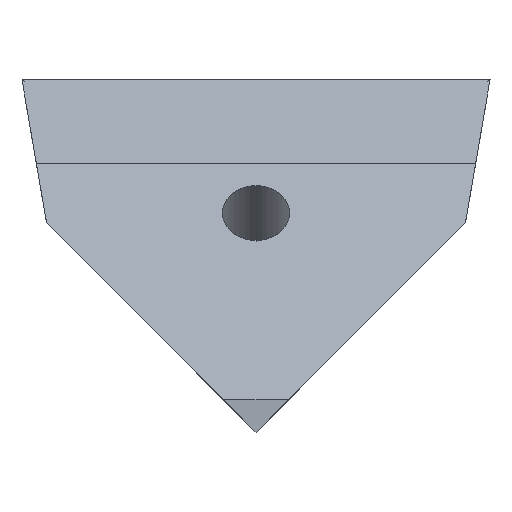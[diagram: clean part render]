
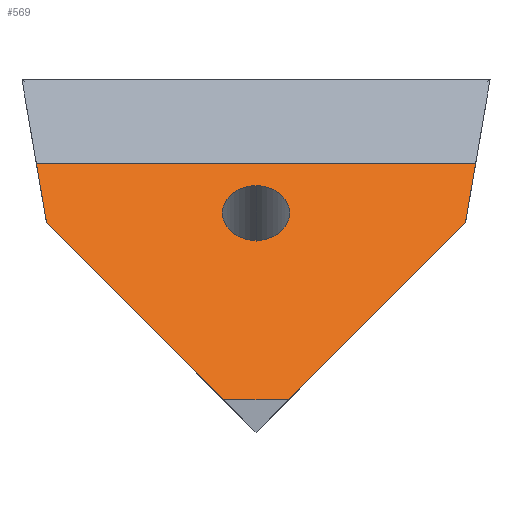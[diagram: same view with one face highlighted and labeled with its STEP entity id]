
A CAD part, front view. The second image highlights one B-rep face of the part: STEP entity #569.
In plain terms, the highlighted planar face has unit normal (0, -0.817, 0.577).
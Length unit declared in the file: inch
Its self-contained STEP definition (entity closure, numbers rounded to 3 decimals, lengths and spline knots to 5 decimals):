
#31 = PLANE ( 'NONE',  #399 ) ;
#45 = FACE_OUTER_BOUND ( 'NONE', #367, .T. ) ;
#46 = ORIENTED_EDGE ( 'NONE', *, *, #361, .T. ) ;
#70 = VERTEX_POINT ( 'NONE', #308 ) ;
#77 = LINE ( 'NONE', #500, #620 ) ;
#81 = CARTESIAN_POINT ( 'NONE',  ( 0., -0.41283, -0.48028 ) ) ;
#122 = CARTESIAN_POINT ( 'NONE',  ( -0.62949, -0.36309, -0.40994 ) ) ;
#127 = DIRECTION ( 'NONE',  ( 0., 0.817, -0.577 ) ) ;
#130 = FACE_BOUND ( 'NONE', #634, .T. ) ;
#133 = VERTEX_POINT ( 'NONE', #255 ) ;
#144 = DIRECTION ( 'NONE',  ( 0., 0.577, 0.817 ) ) ;
#168 = DIRECTION ( 'NONE',  ( 0.632, 0.447, 0.632 ) ) ;
#171 = VERTEX_POINT ( 'NONE', #304 ) ;
#177 = CARTESIAN_POINT ( 'NONE',  ( 0.62655, -0.37516, -0.427 ) ) ;
#178 = LINE ( 'NONE', #122, #268 ) ;
#180 = LINE ( 'NONE', #646, #437 ) ;
#184 = DIRECTION ( 'NONE',  ( -1., 0., 0. ) ) ;
#214 = DIRECTION ( 'NONE',  ( 0., -0.577, -0.817 ) ) ;
#231 = CARTESIAN_POINT ( 'NONE',  ( 0.7, -0.25, -0.25 ) ) ;
#237 = DIRECTION ( 'NONE',  ( 0., -0.577, -0.817 ) ) ;
#246 = EDGE_CURVE ( 'NONE', #133, #454, #599, .T. ) ;
#251 = ORIENTED_EDGE ( 'NONE', *, *, #521, .T. ) ;
#255 = CARTESIAN_POINT ( 'NONE',  ( 0., -0.29679, -0.31617 ) ) ;
#259 = ORIENTED_EDGE ( 'NONE', *, *, #608, .F. ) ;
#267 = VECTOR ( 'NONE', #400, 39.37008 ) ;
#268 = VECTOR ( 'NONE', #607, 39.37008 ) ;
#304 = CARTESIAN_POINT ( 'NONE',  ( -0.657, -0.25, -0.25 ) ) ;
#306 = VECTOR ( 'NONE', #184, 39.37008 ) ;
#308 = CARTESIAN_POINT ( 'NONE',  ( 0.09644, -0.75, -0.95712 ) ) ;
#319 = VECTOR ( 'NONE', #168, 39.37008 ) ;
#339 = CIRCLE ( 'NONE', #423, 0.1005 ) ;
#348 = EDGE_CURVE ( 'NONE', #70, #366, #531, .T. ) ;
#349 = ORIENTED_EDGE ( 'NONE', *, *, #654, .T. ) ;
#361 = EDGE_CURVE ( 'NONE', #366, #609, #180, .T. ) ;
#365 = CARTESIAN_POINT ( 'NONE',  ( 0., -0.35481, -0.39823 ) ) ;
#366 = VERTEX_POINT ( 'NONE', #177 ) ;
#367 = EDGE_LOOP ( 'NONE', ( #438, #46, #413, #251, #349, #459 ) ) ;
#399 = AXIS2_PLACEMENT_3D ( 'NONE', #231, #127, #144 ) ;
#400 = DIRECTION ( 'NONE',  ( 0.632, -0.447, -0.632 ) ) ;
#413 = ORIENTED_EDGE ( 'NONE', *, *, #538, .T. ) ;
#423 = AXIS2_PLACEMENT_3D ( 'NONE', #448, #560, #237 ) ;
#432 = VERTEX_POINT ( 'NONE', #536 ) ;
#436 = CARTESIAN_POINT ( 'NONE',  ( -0.04011, -0.84655, -1.09366 ) ) ;
#437 = VECTOR ( 'NONE', #493, 39.37008 ) ;
#438 = ORIENTED_EDGE ( 'NONE', *, *, #348, .T. ) ;
#448 = CARTESIAN_POINT ( 'NONE',  ( 0., -0.35481, -0.39823 ) ) ;
#451 = LINE ( 'NONE', #611, #306 ) ;
#454 = VERTEX_POINT ( 'NONE', #81 ) ;
#459 = ORIENTED_EDGE ( 'NONE', *, *, #528, .F. ) ;
#467 = DIRECTION ( 'NONE',  ( 0., -0.817, 0.577 ) ) ;
#493 = DIRECTION ( 'NONE',  ( 0.139, 0.572, 0.809 ) ) ;
#499 = AXIS2_PLACEMENT_3D ( 'NONE', #365, #467, #214 ) ;
#500 = CARTESIAN_POINT ( 'NONE',  ( 0.7, -0.25, -0.25 ) ) ;
#521 = EDGE_CURVE ( 'NONE', #171, #628, #178, .T. ) ;
#528 = EDGE_CURVE ( 'NONE', #70, #432, #451, .T. ) ;
#531 = LINE ( 'NONE', #436, #319 ) ;
#536 = CARTESIAN_POINT ( 'NONE',  ( -0.09644, -0.75, -0.95712 ) ) ;
#538 = EDGE_CURVE ( 'NONE', #609, #171, #77, .T. ) ;
#560 = DIRECTION ( 'NONE',  ( 0., -0.817, 0.577 ) ) ;
#569 = ADVANCED_FACE ( 'NONE', ( #130, #45 ), #31, .F. ) ;
#599 = CIRCLE ( 'NONE', #499, 0.1005 ) ;
#607 = DIRECTION ( 'NONE',  ( 0.139, -0.572, -0.809 ) ) ;
#608 = EDGE_CURVE ( 'NONE', #454, #133, #339, .T. ) ;
#609 = VERTEX_POINT ( 'NONE', #663 ) ;
#611 = CARTESIAN_POINT ( 'NONE',  ( 0.7, -0.75, -0.95712 ) ) ;
#612 = CARTESIAN_POINT ( 'NONE',  ( -0.62655, -0.37516, -0.427 ) ) ;
#620 = VECTOR ( 'NONE', #656, 39.37008 ) ;
#628 = VERTEX_POINT ( 'NONE', #612 ) ;
#634 = EDGE_LOOP ( 'NONE', ( #259, #653 ) ) ;
#641 = LINE ( 'NONE', #672, #267 ) ;
#646 = CARTESIAN_POINT ( 'NONE',  ( 0.62949, -0.36309, -0.40994 ) ) ;
#653 = ORIENTED_EDGE ( 'NONE', *, *, #246, .F. ) ;
#654 = EDGE_CURVE ( 'NONE', #628, #432, #641, .T. ) ;
#656 = DIRECTION ( 'NONE',  ( -1., 0., 0. ) ) ;
#663 = CARTESIAN_POINT ( 'NONE',  ( 0.657, -0.25, -0.25 ) ) ;
#672 = CARTESIAN_POINT ( 'NONE',  ( 0.04011, -0.84655, -1.09366 ) ) ;
